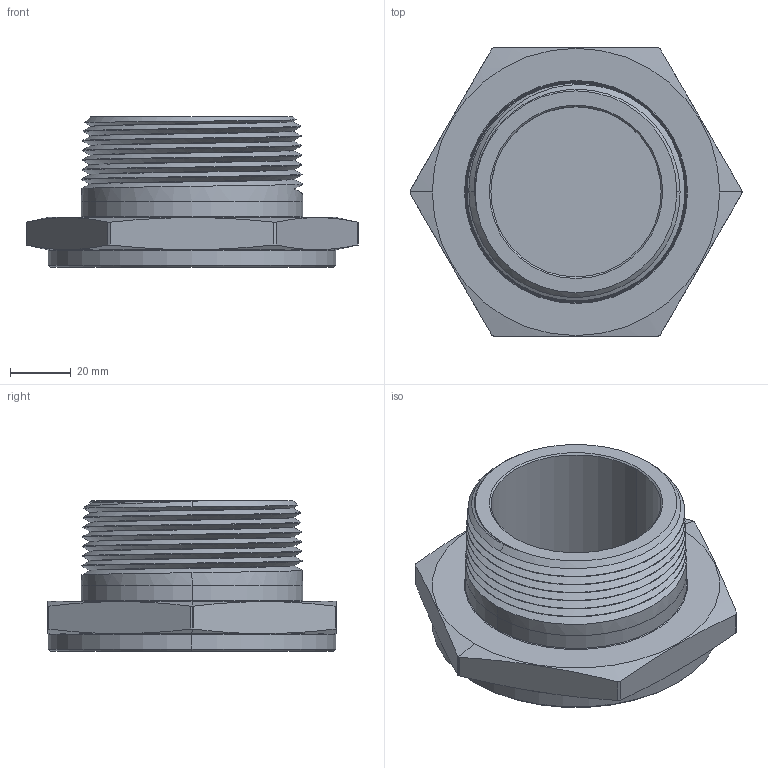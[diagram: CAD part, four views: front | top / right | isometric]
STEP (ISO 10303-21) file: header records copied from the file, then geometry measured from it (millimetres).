
FILE_DESCRIPTION (( 'STEP AP214' ), '1' );
FILE_NAME ('403042.step', '2013-08-19T22:21:48', ( '' ), ( '' ), 'SwSTEP 2.0', 'SolidWorks 2012', '' );
FILE_SCHEMA (( 'AUTOMOTIVE_DESIGN' ));
Length unit declared in the file: inch
Products named in the file (1): 403042
Bounding box: 109.48 x 95.25 x 49.78 mm (x, y, z)
Volume: 144467.6 mm3; surface area: 41794.6 mm2
Topology: 2 solids, 2 shells, 65 faces, 159 edges, 100 vertices
Faces by surface type: cone 26, cylinder 17, plane 15, torus 4, bspline 3
Entity records: 7924 total; most frequent: CARTESIAN_POINT 6407, ORIENTED_EDGE 318, DIRECTION 286, EDGE_CURVE 159, AXIS2_PLACEMENT_3D 116, VERTEX_POINT 100, EDGE_LOOP 69, ADVANCED_FACE 65
